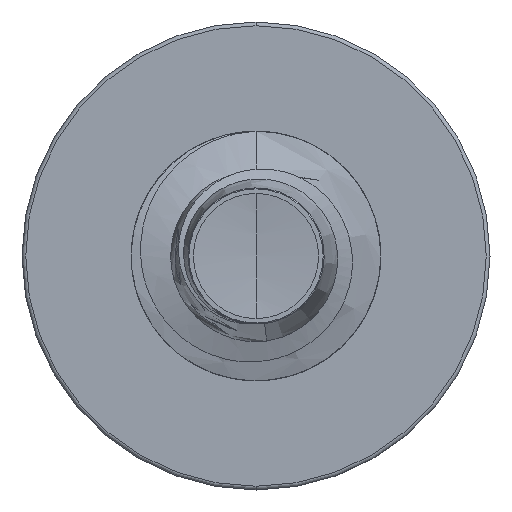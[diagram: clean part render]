
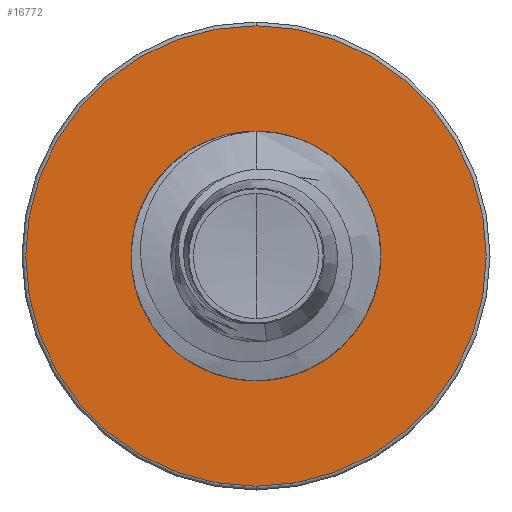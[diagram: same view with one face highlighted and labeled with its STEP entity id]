
A CAD part, front view. The second image highlights one B-rep face of the part: STEP entity #16772.
In plain terms, the highlighted planar face has unit normal (0, -1, 0).
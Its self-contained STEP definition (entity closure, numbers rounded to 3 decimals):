
#349 = CIRCLE ( 'NONE', #11316, 3.69 ) ;
#539 = DIRECTION ( 'NONE',  ( 0., 0., 1. ) ) ;
#1330 = EDGE_LOOP ( 'NONE', ( #3661, #24640 ) ) ;
#1624 = AXIS2_PLACEMENT_3D ( 'NONE', #3808, #12637, #25369 ) ;
#3661 = ORIENTED_EDGE ( 'NONE', *, *, #7119, .F. ) ;
#3808 = CARTESIAN_POINT ( 'NONE',  ( 0., 22.5, -1.989 ) ) ;
#4280 = CIRCLE ( 'NONE', #19412, 3.69 ) ;
#6354 = EDGE_CURVE ( 'NONE', #23991, #14504, #349, .T. ) ;
#7119 = EDGE_CURVE ( 'NONE', #14504, #23991, #4280, .T. ) ;
#7338 = AXIS2_PLACEMENT_3D ( 'NONE', #22204, #10589, #23833 ) ;
#7407 = FACE_OUTER_BOUND ( 'NONE', #1330, .T. ) ;
#7698 = DIRECTION ( 'NONE',  ( 0., 0., 1. ) ) ;
#7724 = DIRECTION ( 'NONE',  ( 0., 1., 0. ) ) ;
#7755 = CARTESIAN_POINT ( 'NONE',  ( 0., 22.5, 0. ) ) ;
#8578 = CARTESIAN_POINT ( 'NONE',  ( 0., 22.5, 3.69 ) ) ;
#9846 = CARTESIAN_POINT ( 'NONE',  ( 0., 22.5, -3.69 ) ) ;
#10192 = CARTESIAN_POINT ( 'NONE',  ( 0., 22.5, 0. ) ) ;
#10589 = DIRECTION ( 'NONE',  ( 0., 1., 0. ) ) ;
#11316 = AXIS2_PLACEMENT_3D ( 'NONE', #7755, #7724, #7698 ) ;
#11427 = EDGE_CURVE ( 'NONE', #19093, #22622, #15445, .T. ) ;
#11578 = ORIENTED_EDGE ( 'NONE', *, *, #11427, .T. ) ;
#11677 = CIRCLE ( 'NONE', #25799, 1.989 ) ;
#12371 = DIRECTION ( 'NONE',  ( 0., 0., 1. ) ) ;
#12637 = DIRECTION ( 'NONE',  ( 0., 1., 0. ) ) ;
#13109 = FACE_BOUND ( 'NONE', #25633, .T. ) ;
#13735 = DIRECTION ( 'NONE',  ( 0., 1., 0. ) ) ;
#14504 = VERTEX_POINT ( 'NONE', #8578 ) ;
#15445 = CIRCLE ( 'NONE', #7338, 1.989 ) ;
#16451 = ORIENTED_EDGE ( 'NONE', *, *, #22946, .T. ) ;
#16772 = ADVANCED_FACE ( 'NONE', ( #7407, #13109 ), #20428, .F. ) ;
#19093 = VERTEX_POINT ( 'NONE', #21377 ) ;
#19412 = AXIS2_PLACEMENT_3D ( 'NONE', #10192, #23548, #12371 ) ;
#20428 = PLANE ( 'NONE',  #1624 ) ;
#21136 = CARTESIAN_POINT ( 'NONE',  ( 0., 22.5, 1.989 ) ) ;
#21377 = CARTESIAN_POINT ( 'NONE',  ( 0., 22.5, -1.989 ) ) ;
#22204 = CARTESIAN_POINT ( 'NONE',  ( 0., 22.5, 0. ) ) ;
#22622 = VERTEX_POINT ( 'NONE', #21136 ) ;
#22946 = EDGE_CURVE ( 'NONE', #22622, #19093, #11677, .T. ) ;
#23548 = DIRECTION ( 'NONE',  ( 0., 1., 0. ) ) ;
#23833 = DIRECTION ( 'NONE',  ( 0., 0., 1. ) ) ;
#23991 = VERTEX_POINT ( 'NONE', #9846 ) ;
#24617 = CARTESIAN_POINT ( 'NONE',  ( 0., 22.5, 0. ) ) ;
#24640 = ORIENTED_EDGE ( 'NONE', *, *, #6354, .F. ) ;
#25369 = DIRECTION ( 'NONE',  ( 0., 0., 1. ) ) ;
#25633 = EDGE_LOOP ( 'NONE', ( #16451, #11578 ) ) ;
#25799 = AXIS2_PLACEMENT_3D ( 'NONE', #24617, #13735, #539 ) ;
